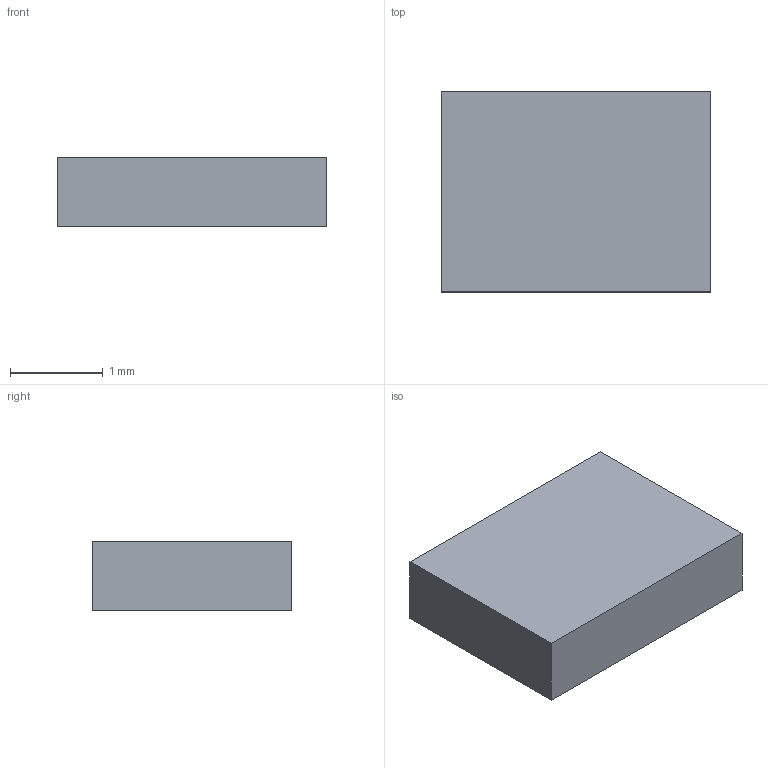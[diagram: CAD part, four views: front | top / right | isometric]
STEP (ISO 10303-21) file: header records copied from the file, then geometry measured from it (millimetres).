
FILE_DESCRIPTION(/* description */ ('Unknown'),/* implementation_level */ '2;1');
FILE_NAME(/* name */ 'WL-SIQW_2720_maxSized',/* time_stamp */ '2020-05-04T15:48:33+02:00',/* author */ ('Unknown'),/* organization */ ('Unknown'),/* preprocessor_version */ 'ST-DEVELOPER v16.7',/* originating_system */ 'DEX',/* authorisation */ $);
FILE_SCHEMA (('AUTOMOTIVE_DESIGN {1 0 10303 214 3 1 1}'));
Length unit declared in the file: millimetre
Products named in the file (6): WL-SIQW_2720_maxSized; maxSized_Square; WL-SIQW_2720; Body; Glue; Pad
Assembly tree (5 placements, depth 3):
  WL-SIQW_2720_maxSized
    maxSized_Square
    WL-SIQW_2720
      Body
      Glue
      Pad
Bounding box: 2.9 x 2.15 x 0.75 mm (x, y, z)
Surface area: 54.7 mm2
Topology: 5 solids, 5 shells, 124 faces, 311 edges, 207 vertices
Faces by surface type: plane 74, cylinder 48, bspline 2
Full cylindrical faces by diameter (mm): 0.025 x4, 0.1 x4
Entity records: 4579 total; most frequent: CARTESIAN_POINT 854, DIRECTION 650, ORIENTED_EDGE 596, EDGE_CURVE 298, AXIS2_PLACEMENT_3D 224, VERTEX_POINT 204, LINE 202, VECTOR 202
